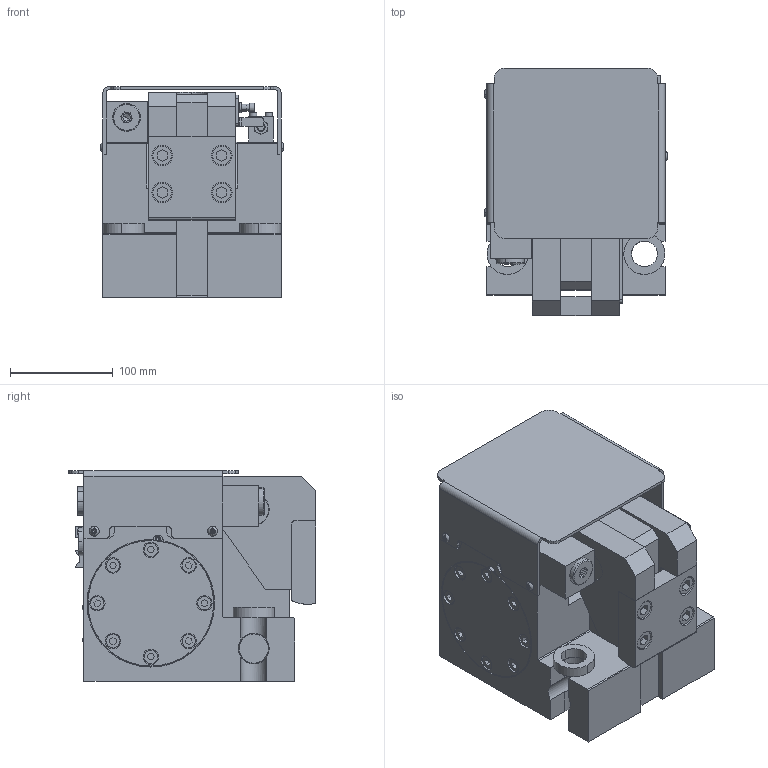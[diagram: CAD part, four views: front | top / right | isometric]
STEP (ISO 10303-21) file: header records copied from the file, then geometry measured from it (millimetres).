
FILE_DESCRIPTION(('STEP AP214'),'1');
FILE_NAME('38446402_PDV_A200_75.stp','2019-01-24T09:33:06',(' '),(' '),'Spatial InterOp 3D',' ',' ');
FILE_SCHEMA(('automotive_design'));
Length unit declared in the file: millimetre
Products named in the file (67): _Nut M8 x 1; 1; 2; 3; 4; 5; 6; 7; 8; 9; 10; 11; 12; 13; 14; 15; 16; 17; 18; 19; 20; 21; 22; 23; 24; 25; 26; 27; 28; 29; 30; _BALLUFF BES M08EE-PSC15B-S49G-003_1; _washers M8 x 1.; 31; 32; 33; 34; 35; 36; 37 ...
Bounding box: 178.5 x 240 x 205 mm (x, y, z)
Volume: 5501564.9 mm3; surface area: 612961.4 mm2
Topology: 67 solids, 68 shells, 2976 faces, 7379 edges, 4705 vertices
Faces by surface type: plane 1238, cylinder 975, cone 388, torus 178, extrusion 133, sphere 60, bspline 4
Entity records: 120376 total; most frequent: CARTESIAN_POINT 24600, DIRECTION 14805, ORIENTED_EDGE 14570, EDGE_CURVE 7285, AXIS2_PLACEMENT_3D 5573, VERTEX_POINT 4703, VECTOR 3659, LINE 3526
